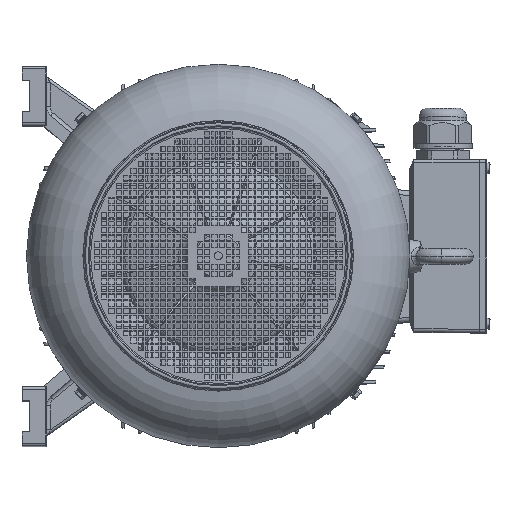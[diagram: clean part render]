
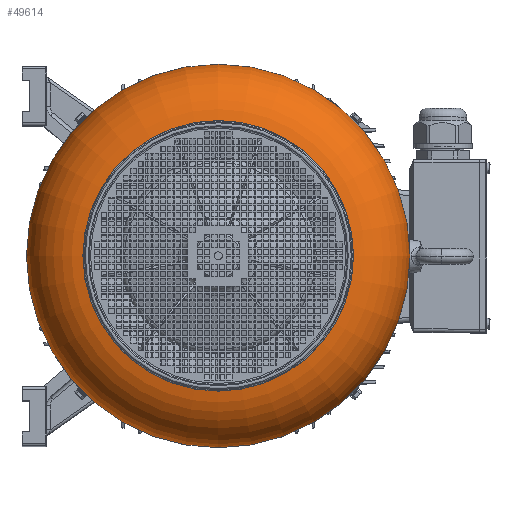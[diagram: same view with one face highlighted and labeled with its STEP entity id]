
A CAD part, top view. The second image highlights one B-rep face of the part: STEP entity #49614.
In plain terms, the highlighted toroidal (fillet/blend) face has major radius 181.5 mm and minor radius 92 mm.
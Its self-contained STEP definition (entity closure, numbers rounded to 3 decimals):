
#3576=TOROIDAL_SURFACE('',#136800,181.5,92.);
#49614=ADVANCED_FACE('',(#58435,#58436),#3576,.T.);
#58435=FACE_BOUND('',#61646,.T.);
#58436=FACE_BOUND('',#61647,.T.);
#61646=EDGE_LOOP('',(#77647));
#61647=EDGE_LOOP('',(#77648));
#77647=ORIENTED_EDGE('',*,*,#123391,.F.);
#77648=ORIENTED_EDGE('',*,*,#116664,.T.);
#104443=VERTEX_POINT('',#183198);
#111169=VERTEX_POINT('',#196656);
#116664=EDGE_CURVE('',#104443,#104443,#133422,.T.);
#123391=EDGE_CURVE('',#111169,#111169,#133429,.T.);
#133422=CIRCLE('',#136787,273.5);
#133429=CIRCLE('',#136799,193.092);
#136787=AXIS2_PLACEMENT_3D('',#183197,#147783,#147784);
#136799=AXIS2_PLACEMENT_3D('',#196655,#154527,#154528);
#136800=AXIS2_PLACEMENT_3D('',#196657,#154529,#154530);
#147783=DIRECTION('',(0.,0.,1.));
#147784=DIRECTION('',(1.,0.,0.));
#154527=DIRECTION('',(0.,0.,1.));
#154528=DIRECTION('',(1.,0.,0.));
#154529=DIRECTION('',(0.,0.,1.));
#154530=DIRECTION('',(1.,0.,0.));
#183197=CARTESIAN_POINT('',(204.672,302.904,829.624));
#183198=CARTESIAN_POINT('',(478.172,302.904,829.624));
#196655=CARTESIAN_POINT('',(204.672,302.904,920.891));
#196656=CARTESIAN_POINT('',(397.764,302.904,920.891));
#196657=CARTESIAN_POINT('',(204.672,302.904,829.624));
